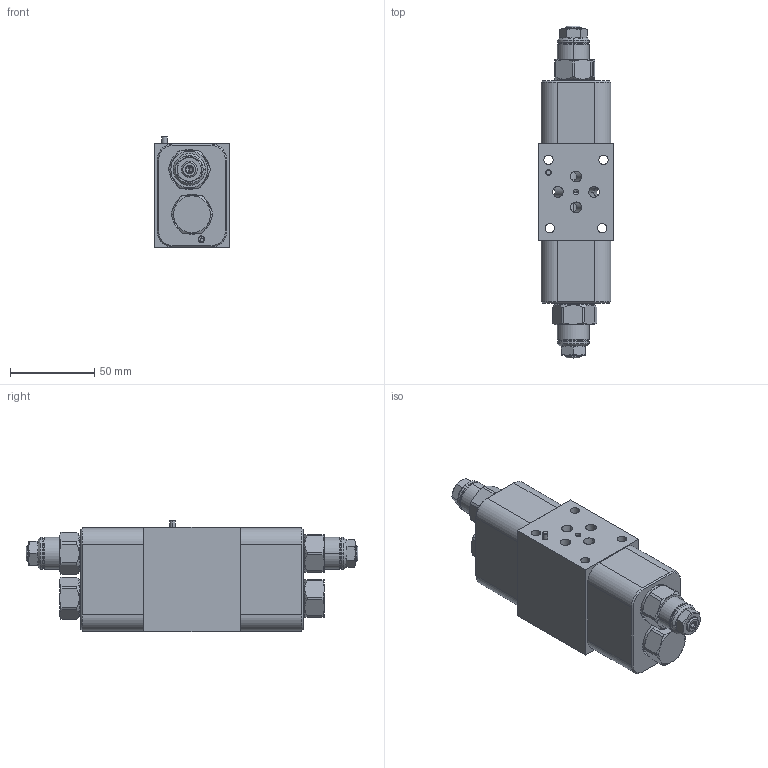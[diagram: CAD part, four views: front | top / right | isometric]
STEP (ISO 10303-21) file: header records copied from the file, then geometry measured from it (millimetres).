
FILE_DESCRIPTION((''),'2;1');
FILE_NAME('YCCVLHNAA_ASM','2023-01-17T',('ProEService'),(''),'PRO/ENGINEER BY PARAMETRIC TECHNOLOGY CORPORATION, 2014200','PRO/ENGINEER BY PARAMETRIC TECHNOLOGY CORPORATION, 2014200','');
FILE_SCHEMA(('CONFIG_CONTROL_DESIGN'));
Length unit declared in the file: inch
Products named in the file (8): 151-591; 850-004-156; CXDCXAN; CBCALHN; 811-001-006; 500-001-012; 700-002; YCCVLHNAA_ASM
Assembly tree (13 placements, depth 2):
  YCCVLHNAA_ASM
    151-591
    850-004-156  x2
    CXDCXAN  x2
    CBCALHN  x2
    811-001-006
    500-001-012  x4
    700-002
Bounding box: 44.45 x 196.85 x 66.09 mm (x, y, z)
Volume: 339111.6 mm3; surface area: 86298.2 mm2
Topology: 20 solids, 24 shells, 936 faces, 2809 edges, 2153 vertices
Faces by surface type: cylinder 376, plane 192, cone 184, torus 96, revolution 48, bspline 22, sphere 18
Entity records: 31491 total; most frequent: CARTESIAN_POINT 14619, DIRECTION 3481, ORIENTED_EDGE 2838, EDGE_CURVE 1419, AXIS2_PLACEMENT_3D 1197, VECTOR 1063, LINE 1063, VERTEX_POINT 879
